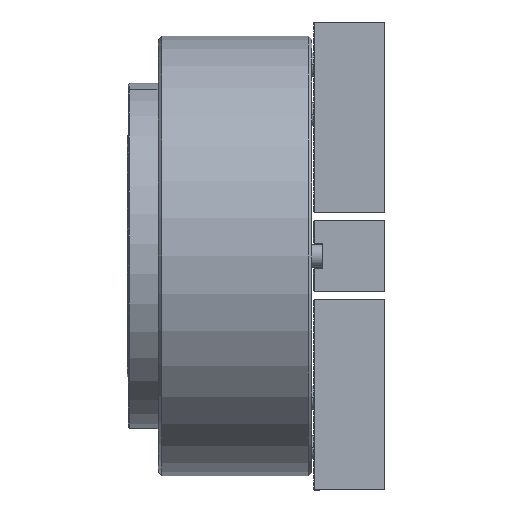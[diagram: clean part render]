
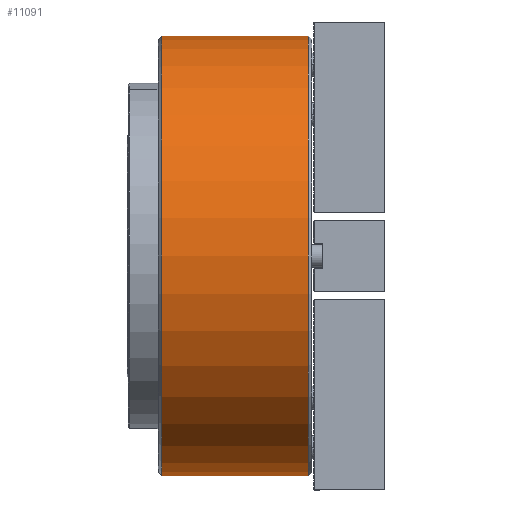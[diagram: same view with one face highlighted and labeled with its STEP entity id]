
A CAD part, front view. The second image highlights one B-rep face of the part: STEP entity #11091.
In plain terms, the highlighted cylindrical face has radius 190.5 mm (diameter 381 mm), a partial arc.
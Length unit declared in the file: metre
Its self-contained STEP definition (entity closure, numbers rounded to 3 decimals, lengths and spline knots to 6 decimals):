
#1212 = CARTESIAN_POINT ( 'NONE',  ( -0.003, 0., 0. ) ) ;
#2214 = DIRECTION ( 'NONE',  ( 0., 0., 1. ) ) ;
#2741 = CARTESIAN_POINT ( 'NONE',  ( 0., 0., -0.1905 ) ) ;
#3563 = EDGE_LOOP ( 'NONE', ( #25485, #39766, #35184, #3700 ) ) ;
#3700 = ORIENTED_EDGE ( 'NONE', *, *, #4133, .T. ) ;
#4054 = DIRECTION ( 'NONE',  ( 0., 0., -1. ) ) ;
#4133 = EDGE_CURVE ( 'NONE', #39744, #31873, #36386, .T. ) ;
#4482 = DIRECTION ( 'NONE',  ( 0., 0., -1. ) ) ;
#4657 = CARTESIAN_POINT ( 'NONE',  ( -0.003, 0., 0.1905 ) ) ;
#6033 = DIRECTION ( 'NONE',  ( 1., 0., 0. ) ) ;
#10068 = CARTESIAN_POINT ( 'NONE',  ( -0.13, 0., -0.1905 ) ) ;
#11091 = ADVANCED_FACE ( 'NONE', ( #33744 ), #23965, .T. ) ;
#15059 = AXIS2_PLACEMENT_3D ( 'NONE', #27054, #30375, #4054 ) ;
#16334 = VERTEX_POINT ( 'NONE', #10068 ) ;
#16860 = CIRCLE ( 'NONE', #36674, 0.1905 ) ;
#17863 = CARTESIAN_POINT ( 'NONE',  ( -0.13, 0., 0.1905 ) ) ;
#19693 = EDGE_CURVE ( 'NONE', #26789, #31873, #34807, .T. ) ;
#21878 = DIRECTION ( 'NONE',  ( 1., 0., 0. ) ) ;
#22034 = CARTESIAN_POINT ( 'NONE',  ( -0.003, 0., -0.1905 ) ) ;
#23965 = CYLINDRICAL_SURFACE ( 'NONE', #15059, 0.1905 ) ;
#24191 = DIRECTION ( 'NONE',  ( -1., 0., 0. ) ) ;
#25266 = LINE ( 'NONE', #2741, #41644 ) ;
#25485 = ORIENTED_EDGE ( 'NONE', *, *, #19693, .F. ) ;
#26055 = VECTOR ( 'NONE', #35512, 1. ) ;
#26789 = VERTEX_POINT ( 'NONE', #17863 ) ;
#27054 = CARTESIAN_POINT ( 'NONE',  ( 0., 0., 0. ) ) ;
#28666 = EDGE_CURVE ( 'NONE', #16334, #39744, #25266, .T. ) ;
#30375 = DIRECTION ( 'NONE',  ( 1., 0., 0. ) ) ;
#31873 = VERTEX_POINT ( 'NONE', #4657 ) ;
#33744 = FACE_OUTER_BOUND ( 'NONE', #3563, .T. ) ;
#34807 = LINE ( 'NONE', #41891, #26055 ) ;
#35184 = ORIENTED_EDGE ( 'NONE', *, *, #28666, .T. ) ;
#35512 = DIRECTION ( 'NONE',  ( 1., 0., 0. ) ) ;
#36386 = CIRCLE ( 'NONE', #40770, 0.1905 ) ;
#36674 = AXIS2_PLACEMENT_3D ( 'NONE', #41503, #21878, #2214 ) ;
#38871 = EDGE_CURVE ( 'NONE', #26789, #16334, #16860, .T. ) ;
#39744 = VERTEX_POINT ( 'NONE', #22034 ) ;
#39766 = ORIENTED_EDGE ( 'NONE', *, *, #38871, .T. ) ;
#40770 = AXIS2_PLACEMENT_3D ( 'NONE', #1212, #24191, #4482 ) ;
#41503 = CARTESIAN_POINT ( 'NONE',  ( -0.13, 0., 0. ) ) ;
#41644 = VECTOR ( 'NONE', #6033, 1. ) ;
#41891 = CARTESIAN_POINT ( 'NONE',  ( 0., 0., 0.1905 ) ) ;
